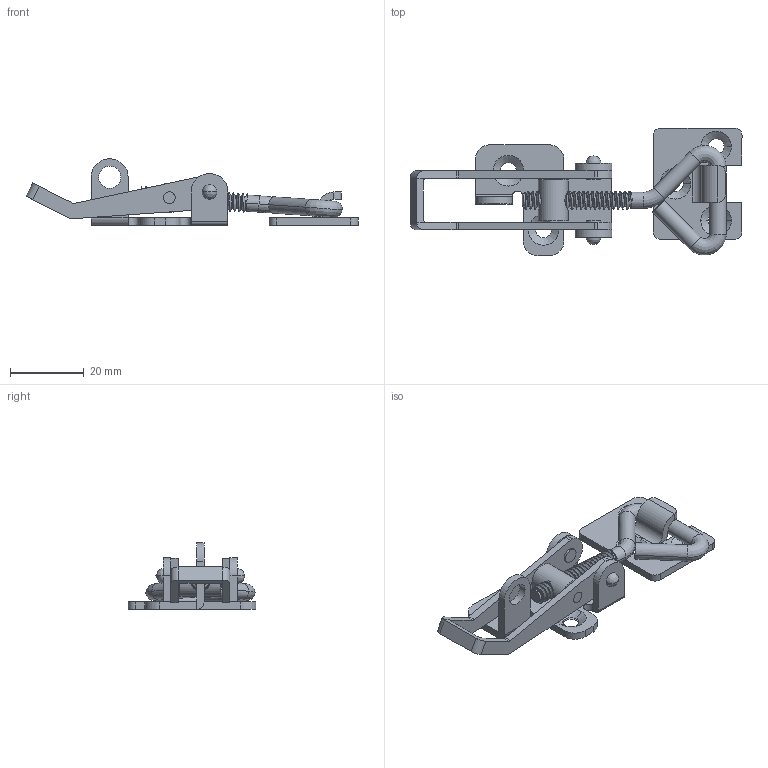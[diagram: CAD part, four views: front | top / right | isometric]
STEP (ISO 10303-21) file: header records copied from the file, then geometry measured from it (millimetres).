
FILE_DESCRIPTION(/* description */ (''),/* implementation_level */ '2;1');
FILE_NAME(/* name */ 'DK522',/* time_stamp */ '2024-10-19T10:02:28+08:00',/* author */ (''),/* organization */ (''),/* preprocessor_version */ 'ST-DEVELOPER v19.2',/* originating_system */ 'Rhino 8.5',/* authorisation */ '');
FILE_SCHEMA (('CONFIG_CONTROL_DESIGN'));
Length unit declared in the file: millimetre
Products named in the file (1): Document
Bounding box: 89.79 x 34.5 x 18 mm (x, y, z)
Volume: 4724.1 mm3; surface area: 8727.9 mm2
Topology: 8 solids, 9 shells, 253 faces, 649 edges, 416 vertices
Faces by surface type: cylinder 143, plane 77, bspline 33
Entity records: 32071 total; most frequent: CARTESIAN_POINT 26853, ORIENTED_EDGE 1287, EDGE_CURVE 645, DIRECTION 620, AXIS2_PLACEMENT_3D 420, VERTEX_POINT 416, B_SPLINE_CURVE_WITH_KNOTS 297, EDGE_LOOP 281
